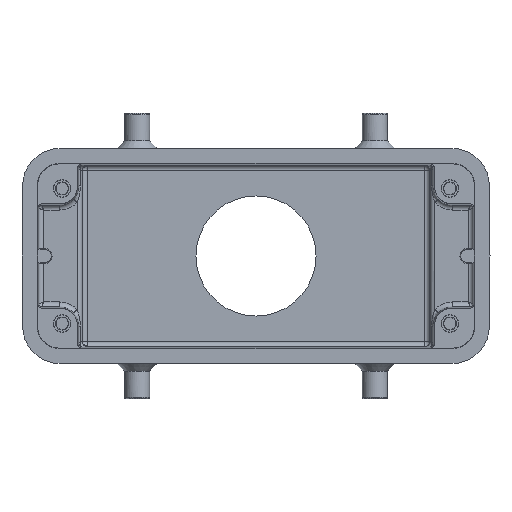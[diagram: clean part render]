
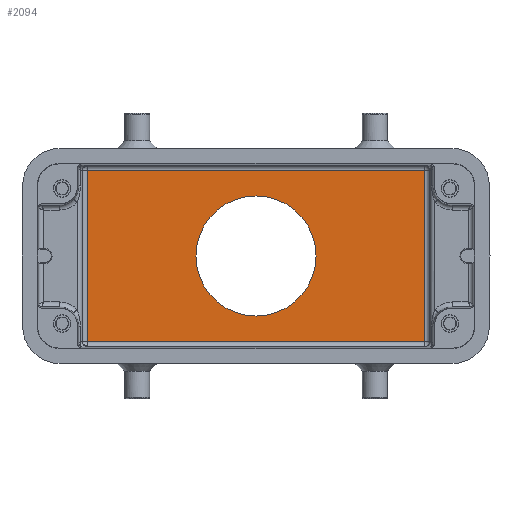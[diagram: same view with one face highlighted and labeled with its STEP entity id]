
A CAD part, front view. The second image highlights one B-rep face of the part: STEP entity #2094.
In plain terms, the highlighted planar face has unit normal (0, -1, 0).
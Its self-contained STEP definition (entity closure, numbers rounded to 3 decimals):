
#191=FACE_BOUND('',#2914,.T.);
#192=FACE_BOUND('',#2915,.T.);
#339=PLANE('',#7310);
#873=LINE('',#11379,#1503);
#875=LINE('',#11395,#1505);
#876=LINE('',#11399,#1506);
#877=LINE('',#11401,#1507);
#1503=VECTOR('',#8566,1.);
#1505=VECTOR('',#8584,1.);
#1506=VECTOR('',#8589,1.);
#1507=VECTOR('',#8590,1.);
#2094=ADVANCED_FACE('',(#191,#192),#339,.F.);
#2914=EDGE_LOOP('',(#4160));
#2915=EDGE_LOOP('',(#4161,#4162,#4163,#4164));
#4160=ORIENTED_EDGE('',*,*,#6322,.T.);
#4161=ORIENTED_EDGE('',*,*,#6313,.T.);
#4162=ORIENTED_EDGE('',*,*,#6323,.T.);
#4163=ORIENTED_EDGE('',*,*,#6324,.T.);
#4164=ORIENTED_EDGE('',*,*,#6321,.T.);
#5500=VERTEX_POINT('',#11378);
#5501=VERTEX_POINT('',#11380);
#5504=VERTEX_POINT('',#11390);
#5507=VERTEX_POINT('',#11398);
#5508=VERTEX_POINT('',#11400);
#6313=EDGE_CURVE('',#5501,#5500,#873,.T.);
#6321=EDGE_CURVE('',#5504,#5501,#875,.T.);
#6322=EDGE_CURVE('',#5507,#5507,#6890,.T.);
#6323=EDGE_CURVE('',#5500,#5508,#876,.T.);
#6324=EDGE_CURVE('',#5508,#5504,#877,.T.);
#6890=CIRCLE('',#7309,12.);
#7309=AXIS2_PLACEMENT_3D('',#11397,#8587,#8588);
#7310=AXIS2_PLACEMENT_3D('',#11402,#8591,#8592);
#8566=DIRECTION('',(0.,0.,1.));
#8584=DIRECTION('',(1.,0.,0.));
#8587=DIRECTION('',(0.,1.,0.));
#8588=DIRECTION('',(0.,0.,1.));
#8589=DIRECTION('',(-1.,0.,0.));
#8590=DIRECTION('',(0.,0.,-1.));
#8591=DIRECTION('',(0.,1.,0.));
#8592=DIRECTION('',(0.,0.,1.));
#11378=CARTESIAN_POINT('',(33.75,42.,17.142));
#11379=CARTESIAN_POINT('',(33.75,42.,-17.142));
#11380=CARTESIAN_POINT('',(33.75,42.,-17.142));
#11390=CARTESIAN_POINT('',(-33.75,42.,-17.142));
#11395=CARTESIAN_POINT('',(-33.75,42.,-17.142));
#11397=CARTESIAN_POINT('',(0.,42.,0.));
#11398=CARTESIAN_POINT('',(0.,42.,12.));
#11399=CARTESIAN_POINT('',(33.75,42.,17.142));
#11400=CARTESIAN_POINT('',(-33.75,42.,17.142));
#11401=CARTESIAN_POINT('',(-33.75,42.,17.142));
#11402=CARTESIAN_POINT('',(43.75,42.,-18.5));
